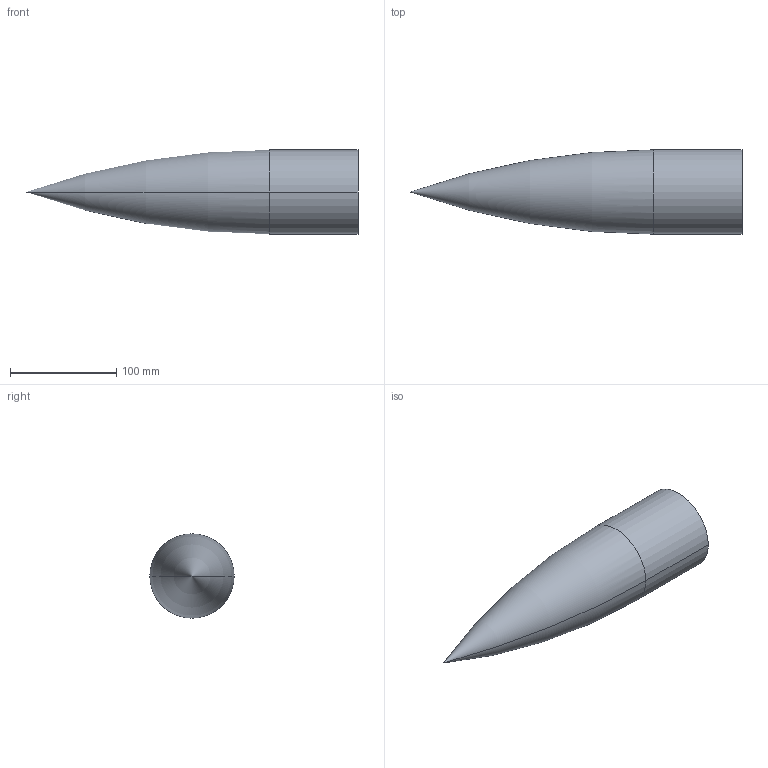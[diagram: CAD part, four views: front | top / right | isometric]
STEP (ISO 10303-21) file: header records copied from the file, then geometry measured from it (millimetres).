
FILE_DESCRIPTION (( 'STEP AP214' ), '1' );
FILE_NAME ('3_1 Ogive 3D Print Nosecone.STEP', '2022-02-19T16:01:40', ( '' ), ( '' ), 'SwSTEP 2.0', 'SolidWorks 2021', '' );
FILE_SCHEMA (( 'AUTOMOTIVE_DESIGN' ));
Length unit declared in the file: millimetre
Products named in the file (1): 3_1 Ogive 3D Print Nosecone
Bounding box: 312 x 79.2 x 79.2 mm (x, y, z)
Volume: 140202.5 mm3; surface area: 113901.8 mm2
Topology: 1 solids, 1 shells, 11 faces, 24 edges, 12 vertices
Faces by surface type: torus 4, cylinder 4, cone 2, plane 1
Entity records: 310 total; most frequent: DIRECTION 58, CARTESIAN_POINT 44, ORIENTED_EDGE 40, AXIS2_PLACEMENT_3D 26, EDGE_CURVE 20, CIRCLE 14, EDGE_LOOP 12, VERTEX_POINT 12
